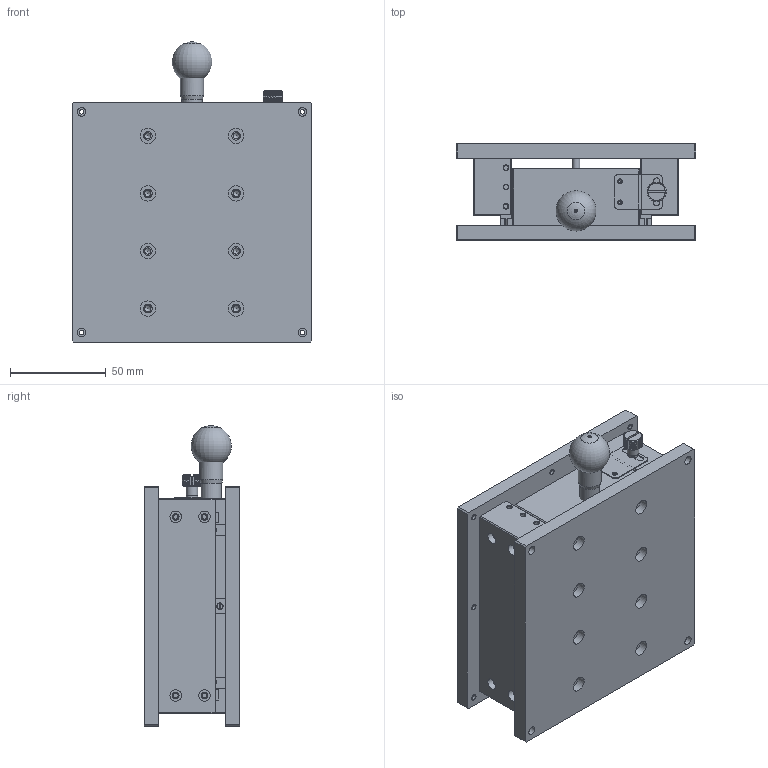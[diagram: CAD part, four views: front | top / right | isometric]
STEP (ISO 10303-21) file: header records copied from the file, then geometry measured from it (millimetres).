
FILE_DESCRIPTION (( 'STEP AP203' ), '1' );
FILE_NAME ('528869.STEP', '2024-10-17T09:33:30', ( 'Windows User' ), ( 'P R C' ), 'SwSTEP 2.0', 'SolidWorks 2020', '' );
FILE_SCHEMA (( 'CONFIG_CONTROL_DESIGN' ));
Products named in the file (1): 528869
Bounding box: 125 x 50 x 156.49 mm (x, y, z)
Volume: 487400.9 mm3; surface area: 120835.1 mm2
Topology: 3 solids, 4 shells, 1508 faces, 3291 edges, 1886 vertices
Faces by surface type: bspline 641, cylinder 382, plane 339, cone 145, torus 1
Full cylindrical faces by diameter (mm): 1.567 x10, 2 x4, 2.459 x16, 2.5 x10, 3 x1, 3.242 x33, 3.4 x8, 3.5 x8, 4 x3, 4.4 x16, 4.5 x20, 5 x1, 5.96 x4, 6 x7, 8 x16, 9 x1, 9.5 x1, 10.5 x1, 12.034 x1
Entity records: 51262 total; most frequent: CARTESIAN_POINT 26784, ORIENTED_EDGE 5976, DIRECTION 3524, EDGE_CURVE 2988, EDGE_LOOP 1918, VERTEX_POINT 1824, FACE_OUTER_BOUND 1669, ADVANCED_FACE 1508
